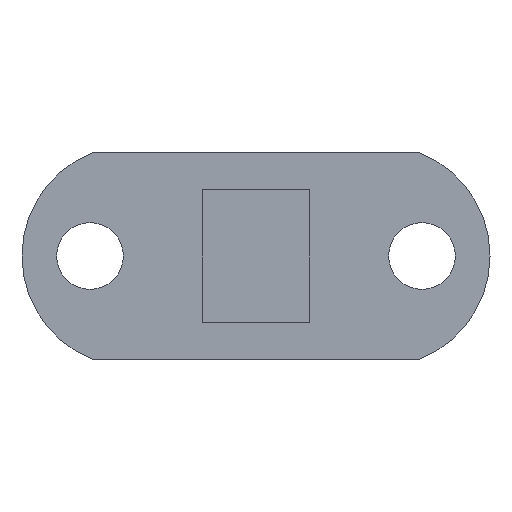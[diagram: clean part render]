
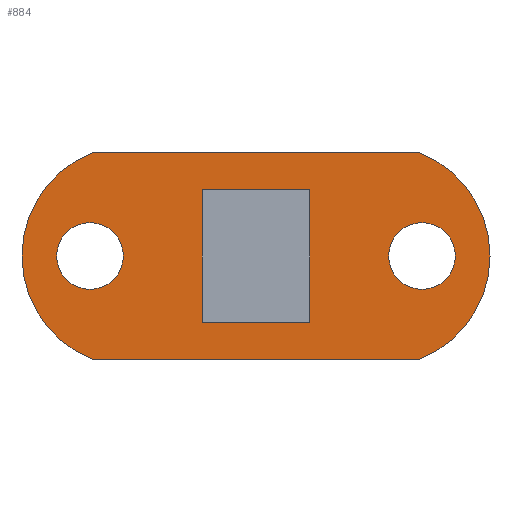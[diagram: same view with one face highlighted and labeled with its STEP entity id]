
A CAD part, front view. The second image highlights one B-rep face of the part: STEP entity #884.
In plain terms, the highlighted planar face has unit normal (0, -1, 0).
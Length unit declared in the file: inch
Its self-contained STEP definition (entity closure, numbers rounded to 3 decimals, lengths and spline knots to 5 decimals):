
#5 = CARTESIAN_POINT ( 'NONE',  ( 0.3375, 0., -0.2 ) ) ;
#9 = EDGE_CURVE ( 'NONE', #376, #292, #320, .T. ) ;
#25 = LINE ( 'NONE', #302, #31 ) ;
#31 = VECTOR ( 'NONE', #571, 39.37008 ) ;
#41 = FACE_OUTER_BOUND ( 'NONE', #788, .T. ) ;
#42 = ORIENTED_EDGE ( 'NONE', *, *, #709, .F. ) ;
#53 = DIRECTION ( 'NONE',  ( 0., 1., 0. ) ) ;
#59 = CARTESIAN_POINT ( 'NONE',  ( 0.00993, 0., 0.3125 ) ) ;
#72 = LINE ( 'NONE', #346, #125 ) ;
#106 = DIRECTION ( 'NONE',  ( 0., 1., 0. ) ) ;
#117 = CIRCLE ( 'NONE', #618, 0.33465 ) ;
#124 = LINE ( 'NONE', #390, #404 ) ;
#125 = VECTOR ( 'NONE', #614, 39.37008 ) ;
#130 = DIRECTION ( 'NONE',  ( 0., 1., 0. ) ) ;
#136 = CARTESIAN_POINT ( 'NONE',  ( 1., 0., 0. ) ) ;
#145 = EDGE_CURVE ( 'NONE', #255, #583, #124, .T. ) ;
#148 = ORIENTED_EDGE ( 'NONE', *, *, #429, .F. ) ;
#150 = VERTEX_POINT ( 'NONE', #59 ) ;
#163 = CARTESIAN_POINT ( 'NONE',  ( 0.99007, 0., 0.3125 ) ) ;
#169 = EDGE_CURVE ( 'NONE', #583, #636, #25, .T. ) ;
#176 = DIRECTION ( 'NONE',  ( 0., 0., -1. ) ) ;
#184 = DIRECTION ( 'NONE',  ( 1., 0., 0. ) ) ;
#192 = EDGE_LOOP ( 'NONE', ( #659 ) ) ;
#217 = AXIS2_PLACEMENT_3D ( 'NONE', #668, #53, #325 ) ;
#219 = EDGE_CURVE ( 'NONE', #592, #592, #275, .T. ) ;
#225 = ORIENTED_EDGE ( 'NONE', *, *, #145, .F. ) ;
#234 = CARTESIAN_POINT ( 'NONE',  ( 0.6625, 0., 0.2 ) ) ;
#238 = CARTESIAN_POINT ( 'NONE',  ( 1., 0., 0.1005 ) ) ;
#255 = VERTEX_POINT ( 'NONE', #538 ) ;
#272 = CARTESIAN_POINT ( 'NONE',  ( 0.87035, 0., 0. ) ) ;
#275 = CIRCLE ( 'NONE', #764, 0.1005 ) ;
#281 = EDGE_LOOP ( 'NONE', ( #663 ) ) ;
#292 = VERTEX_POINT ( 'NONE', #683 ) ;
#299 = CIRCLE ( 'NONE', #800, 0.33465 ) ;
#302 = CARTESIAN_POINT ( 'NONE',  ( 0.3375, 0., 0.2 ) ) ;
#311 = ORIENTED_EDGE ( 'NONE', *, *, #9, .F. ) ;
#314 = FACE_BOUND ( 'NONE', #318, .T. ) ;
#318 = EDGE_LOOP ( 'NONE', ( #225, #327, #836, #578 ) ) ;
#320 = LINE ( 'NONE', #589, #351 ) ;
#325 = DIRECTION ( 'NONE',  ( 0., 0., 1. ) ) ;
#327 = ORIENTED_EDGE ( 'NONE', *, *, #354, .F. ) ;
#335 = EDGE_CURVE ( 'NONE', #846, #846, #837, .T. ) ;
#346 = CARTESIAN_POINT ( 'NONE',  ( 0.3375, 0., -0.2 ) ) ;
#351 = VECTOR ( 'NONE', #863, 39.37008 ) ;
#354 = EDGE_CURVE ( 'NONE', #799, #255, #72, .T. ) ;
#375 = FACE_BOUND ( 'NONE', #281, .T. ) ;
#376 = VERTEX_POINT ( 'NONE', #474 ) ;
#377 = ORIENTED_EDGE ( 'NONE', *, *, #753, .F. ) ;
#379 = DIRECTION ( 'NONE',  ( 0., 0., 1. ) ) ;
#390 = CARTESIAN_POINT ( 'NONE',  ( 0.6625, 0., 0.2 ) ) ;
#393 = DIRECTION ( 'NONE',  ( 0., 0., 1. ) ) ;
#400 = DIRECTION ( 'NONE',  ( 0., 1., 0. ) ) ;
#404 = VECTOR ( 'NONE', #673, 39.37008 ) ;
#429 = EDGE_CURVE ( 'NONE', #546, #376, #117, .T. ) ;
#451 = AXIS2_PLACEMENT_3D ( 'NONE', #136, #400, #687 ) ;
#474 = CARTESIAN_POINT ( 'NONE',  ( 0.99007, 0., -0.3125 ) ) ;
#504 = LINE ( 'NONE', #779, #524 ) ;
#512 = LINE ( 'NONE', #791, #522 ) ;
#522 = VECTOR ( 'NONE', #184, 39.37008 ) ;
#524 = VECTOR ( 'NONE', #176, 39.37008 ) ;
#538 = CARTESIAN_POINT ( 'NONE',  ( 0.6625, 0., -0.2 ) ) ;
#540 = DIRECTION ( 'NONE',  ( 0., 1., 0. ) ) ;
#546 = VERTEX_POINT ( 'NONE', #163 ) ;
#571 = DIRECTION ( 'NONE',  ( -1., 0., 0. ) ) ;
#578 = ORIENTED_EDGE ( 'NONE', *, *, #169, .F. ) ;
#582 = PLANE ( 'NONE',  #217 ) ;
#583 = VERTEX_POINT ( 'NONE', #234 ) ;
#589 = CARTESIAN_POINT ( 'NONE',  ( 0.00993, 0., -0.3125 ) ) ;
#592 = VERTEX_POINT ( 'NONE', #869 ) ;
#614 = DIRECTION ( 'NONE',  ( 1., 0., 0. ) ) ;
#618 = AXIS2_PLACEMENT_3D ( 'NONE', #272, #540, #814 ) ;
#636 = VERTEX_POINT ( 'NONE', #879 ) ;
#656 = FACE_BOUND ( 'NONE', #192, .T. ) ;
#659 = ORIENTED_EDGE ( 'NONE', *, *, #219, .T. ) ;
#663 = ORIENTED_EDGE ( 'NONE', *, *, #335, .T. ) ;
#668 = CARTESIAN_POINT ( 'NONE',  ( 0.87035, 0., 0. ) ) ;
#673 = DIRECTION ( 'NONE',  ( 0., 0., 1. ) ) ;
#683 = CARTESIAN_POINT ( 'NONE',  ( 0.00993, 0., -0.3125 ) ) ;
#687 = DIRECTION ( 'NONE',  ( 0., 0., 1. ) ) ;
#709 = EDGE_CURVE ( 'NONE', #292, #150, #299, .T. ) ;
#720 = CARTESIAN_POINT ( 'NONE',  ( 0.12965, 0., 0. ) ) ;
#739 = CARTESIAN_POINT ( 'NONE',  ( 0., 0., 0. ) ) ;
#753 = EDGE_CURVE ( 'NONE', #150, #546, #512, .T. ) ;
#764 = AXIS2_PLACEMENT_3D ( 'NONE', #739, #130, #393 ) ;
#779 = CARTESIAN_POINT ( 'NONE',  ( 0.3375, 0., 0.2 ) ) ;
#788 = EDGE_LOOP ( 'NONE', ( #148, #377, #42, #311 ) ) ;
#791 = CARTESIAN_POINT ( 'NONE',  ( 0.00993, 0., 0.3125 ) ) ;
#799 = VERTEX_POINT ( 'NONE', #5 ) ;
#800 = AXIS2_PLACEMENT_3D ( 'NONE', #720, #106, #379 ) ;
#814 = DIRECTION ( 'NONE',  ( 0., 0., 1. ) ) ;
#836 = ORIENTED_EDGE ( 'NONE', *, *, #872, .F. ) ;
#837 = CIRCLE ( 'NONE', #451, 0.1005 ) ;
#846 = VERTEX_POINT ( 'NONE', #238 ) ;
#863 = DIRECTION ( 'NONE',  ( -1., 0., 0. ) ) ;
#869 = CARTESIAN_POINT ( 'NONE',  ( 0., 0., 0.1005 ) ) ;
#872 = EDGE_CURVE ( 'NONE', #636, #799, #504, .T. ) ;
#879 = CARTESIAN_POINT ( 'NONE',  ( 0.3375, 0., 0.2 ) ) ;
#884 = ADVANCED_FACE ( 'NONE', ( #375, #656, #41, #314 ), #582, .F. ) ;
